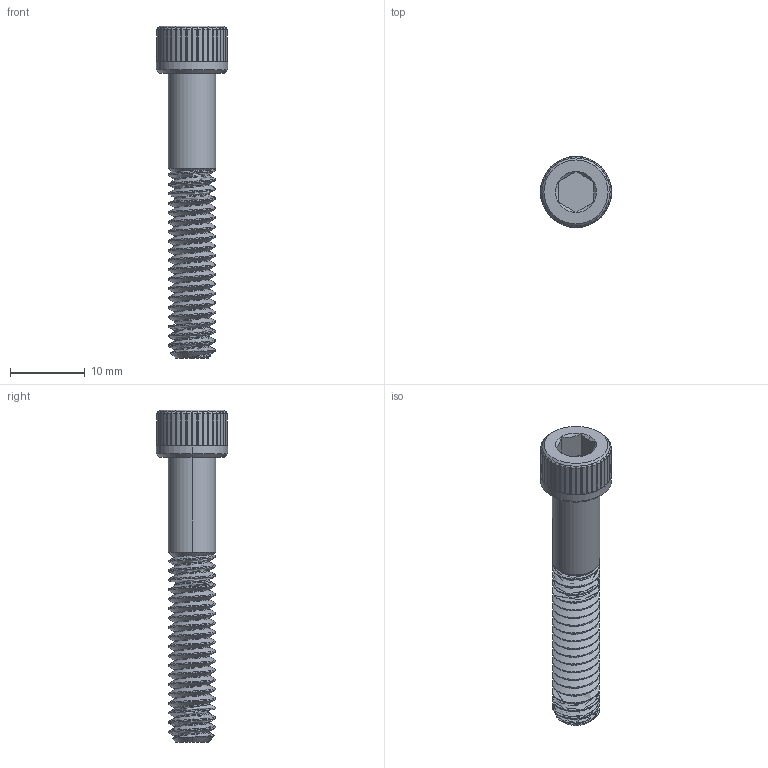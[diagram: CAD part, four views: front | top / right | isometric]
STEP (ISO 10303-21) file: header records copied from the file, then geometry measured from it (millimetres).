
FILE_DESCRIPTION (( 'STEP AP203' ), '1' );
FILE_NAME ('92185A546_Super-Corrosion-Resistant 316 Stainless Steel Socket Head Screw.STEP', '2021-11-19T19:50:15', ( 'Administrator' ), ( 'Managed by Terraform' ), 'SwSTEP 2.0', 'SolidWorks 2017', '' );
FILE_SCHEMA (( 'CONFIG_CONTROL_DESIGN' ));
Length unit declared in the file: inch
Products named in the file (1): 92185A546_Super-Corrosion-Resistant 316 Stainless Steel Socket Head Screw
Bounding box: 9.53 x 9.53 x 44.45 mm (x, y, z)
Volume: 1385.5 mm3; surface area: 1392 mm2
Topology: 1 solids, 1 shells, 277 faces, 718 edges, 445 vertices
Faces by surface type: plane 130, cylinder 123, cone 19, bspline 3, torus 2
Entity records: 11969 total; most frequent: CARTESIAN_POINT 5535, ORIENTED_EDGE 1436, DIRECTION 1235, EDGE_CURVE 718, AXIS2_PLACEMENT_3D 464, VERTEX_POINT 445, VECTOR 307, LINE 307
